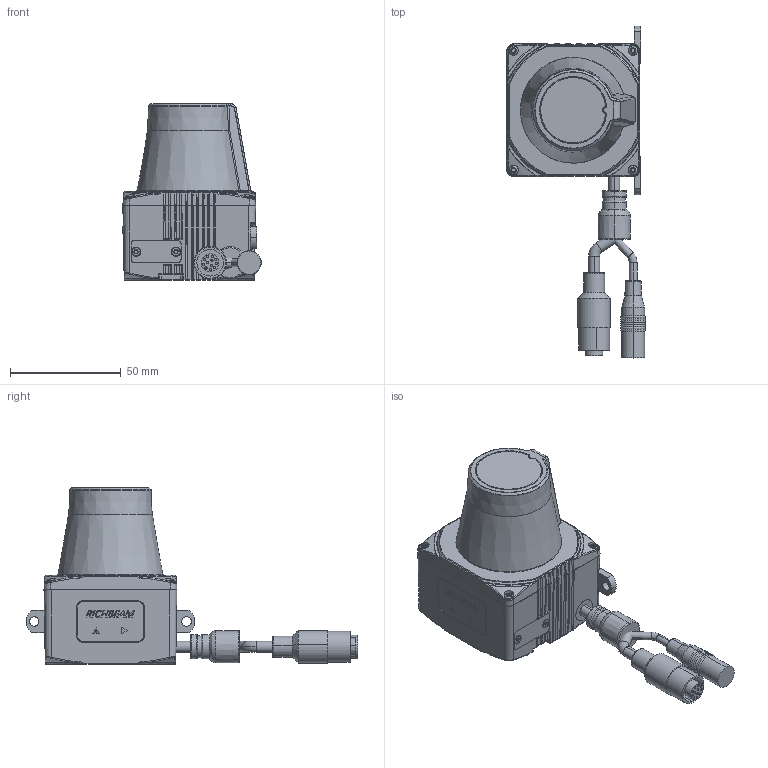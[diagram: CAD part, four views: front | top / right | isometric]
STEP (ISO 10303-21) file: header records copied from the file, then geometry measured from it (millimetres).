
FILE_DESCRIPTION (( 'STEP AP203' ), '1' );
FILE_NAME ('ｵﾆJIBH.STEP', '2023-02-13T02:29:49', ( 'PS' ), ( '' ), 'SwSTEP 2.0', 'SolidWorks 2018', '' );
FILE_SCHEMA (( 'CONFIG_CONTROL_DESIGN' ));
Length unit declared in the file: millimetre
Products named in the file (1): ｵﾆJIBH
Bounding box: 62.61 x 149.88 x 79.9 mm (x, y, z)
Volume: 55420 mm3; surface area: 52996.1 mm2
Topology: 22 solids, 22 shells, 1837 faces, 4546 edges, 2746 vertices
Faces by surface type: cylinder 512, plane 485, bspline 351, cone 296, torus 125, sphere 68
Entity records: 61954 total; most frequent: CARTESIAN_POINT 21272, ORIENTED_EDGE 8912, DIRECTION 8029, EDGE_CURVE 4456, AXIS2_PLACEMENT_3D 3228, VERTEX_POINT 2746, EDGE_LOOP 1956, FACE_OUTER_BOUND 1837
